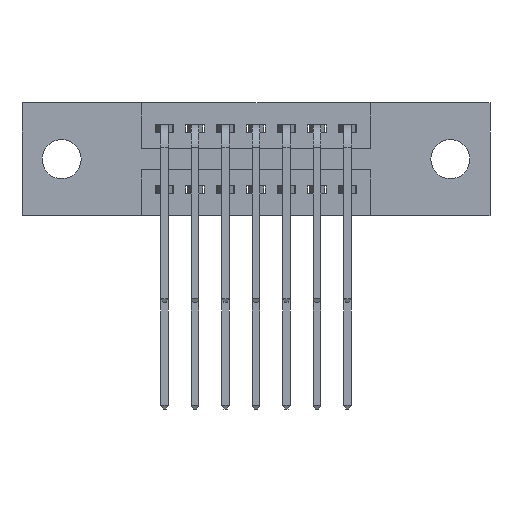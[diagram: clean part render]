
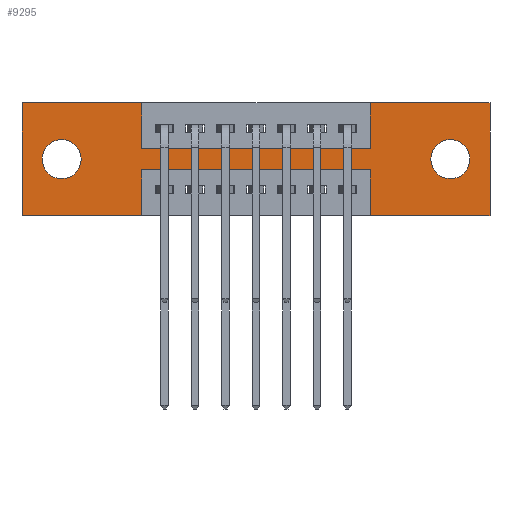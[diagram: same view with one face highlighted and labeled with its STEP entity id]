
A CAD part, front view. The second image highlights one B-rep face of the part: STEP entity #9295.
In plain terms, the highlighted planar face has unit normal (0, -1, 0).
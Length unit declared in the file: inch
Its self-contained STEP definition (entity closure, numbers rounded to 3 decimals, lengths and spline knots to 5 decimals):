
#48 = CARTESIAN_POINT ( 'NONE',  ( 1.535, 0., -0.37 ) ) ;
#91 = DIRECTION ( 'NONE',  ( 0., 1., 0. ) ) ;
#95 = VERTEX_POINT ( 'NONE', #11408 ) ;
#236 = VERTEX_POINT ( 'NONE', #48 ) ;
#505 = ORIENTED_EDGE ( 'NONE', *, *, #10597, .F. ) ;
#573 = VECTOR ( 'NONE', #3810, 39.37008 ) ;
#698 = EDGE_CURVE ( 'NONE', #765, #1712, #2780, .T. ) ;
#712 = CARTESIAN_POINT ( 'NONE',  ( 0.13, 0., -0.121 ) ) ;
#722 = LINE ( 'NONE', #8821, #6344 ) ;
#765 = VERTEX_POINT ( 'NONE', #3875 ) ;
#1040 = DIRECTION ( 'NONE',  ( -1., 0., 0. ) ) ;
#1139 = ORIENTED_EDGE ( 'NONE', *, *, #9483, .F. ) ;
#1253 = CARTESIAN_POINT ( 'NONE',  ( 1.405, 0., -0.185 ) ) ;
#1336 = VECTOR ( 'NONE', #6560, 39.37008 ) ;
#1360 = EDGE_CURVE ( 'NONE', #1712, #4496, #1473, .T. ) ;
#1446 = EDGE_CURVE ( 'NONE', #3478, #11167, #9094, .T. ) ;
#1460 = PLANE ( 'NONE',  #9687 ) ;
#1471 = DIRECTION ( 'NONE',  ( 1., 0., 0. ) ) ;
#1473 = LINE ( 'NONE', #4333, #10386 ) ;
#1522 = ORIENTED_EDGE ( 'NONE', *, *, #4574, .F. ) ;
#1616 = CARTESIAN_POINT ( 'NONE',  ( 1.1425, 0., 0. ) ) ;
#1712 = VERTEX_POINT ( 'NONE', #10359 ) ;
#1715 = ORIENTED_EDGE ( 'NONE', *, *, #9226, .F. ) ;
#1847 = CARTESIAN_POINT ( 'NONE',  ( 0.13, 0., -0.185 ) ) ;
#1909 = CARTESIAN_POINT ( 'NONE',  ( 1.535, 0., 0. ) ) ;
#1931 = EDGE_LOOP ( 'NONE', ( #4226, #9689 ) ) ;
#1940 = CARTESIAN_POINT ( 'NONE',  ( 0.3925, 0., 0. ) ) ;
#2074 = ORIENTED_EDGE ( 'NONE', *, *, #1360, .F. ) ;
#2172 = VECTOR ( 'NONE', #11179, 39.37008 ) ;
#2185 = CIRCLE ( 'NONE', #5508, 0.064 ) ;
#2218 = EDGE_CURVE ( 'NONE', #10526, #95, #2185, .T. ) ;
#2270 = ORIENTED_EDGE ( 'NONE', *, *, #9297, .F. ) ;
#2276 = VECTOR ( 'NONE', #5328, 39.37008 ) ;
#2278 = AXIS2_PLACEMENT_3D ( 'NONE', #1847, #91, #10155 ) ;
#2387 = DIRECTION ( 'NONE',  ( 0., 0., -1. ) ) ;
#2406 = CARTESIAN_POINT ( 'NONE',  ( 0., 0., -0.37 ) ) ;
#2448 = ORIENTED_EDGE ( 'NONE', *, *, #11230, .F. ) ;
#2453 = DIRECTION ( 'NONE',  ( 1., 0., 0. ) ) ;
#2591 = VECTOR ( 'NONE', #10778, 39.37008 ) ;
#2714 = ORIENTED_EDGE ( 'NONE', *, *, #9749, .F. ) ;
#2780 = LINE ( 'NONE', #4662, #1336 ) ;
#2783 = DIRECTION ( 'NONE',  ( 0., 0., -1. ) ) ;
#2828 = EDGE_CURVE ( 'NONE', #4246, #9349, #5770, .T. ) ;
#3109 = CARTESIAN_POINT ( 'NONE',  ( 1.1425, 0., -0.15 ) ) ;
#3150 = CARTESIAN_POINT ( 'NONE',  ( 1.1425, 0., -0.37 ) ) ;
#3163 = VECTOR ( 'NONE', #1040, 39.37008 ) ;
#3246 = CARTESIAN_POINT ( 'NONE',  ( 1.1425, 0., 0. ) ) ;
#3387 = VERTEX_POINT ( 'NONE', #3109 ) ;
#3478 = VERTEX_POINT ( 'NONE', #712 ) ;
#3650 = VERTEX_POINT ( 'NONE', #7376 ) ;
#3810 = DIRECTION ( 'NONE',  ( 0., 0., -1. ) ) ;
#3864 = CARTESIAN_POINT ( 'NONE',  ( 0.13, 0., -0.185 ) ) ;
#3875 = CARTESIAN_POINT ( 'NONE',  ( 0., 0., -0.37 ) ) ;
#4069 = ORIENTED_EDGE ( 'NONE', *, *, #2828, .F. ) ;
#4119 = DIRECTION ( 'NONE',  ( 0., 0., -1. ) ) ;
#4226 = ORIENTED_EDGE ( 'NONE', *, *, #1446, .T. ) ;
#4246 = VERTEX_POINT ( 'NONE', #6846 ) ;
#4301 = CARTESIAN_POINT ( 'NONE',  ( 0., 0., -0.37 ) ) ;
#4333 = CARTESIAN_POINT ( 'NONE',  ( 0., 0., 0. ) ) ;
#4496 = VERTEX_POINT ( 'NONE', #6971 ) ;
#4574 = EDGE_CURVE ( 'NONE', #6731, #3650, #10879, .T. ) ;
#4662 = CARTESIAN_POINT ( 'NONE',  ( 0., 0., 0. ) ) ;
#4738 = LINE ( 'NONE', #1909, #11197 ) ;
#4810 = DIRECTION ( 'NONE',  ( 0., 0., 1. ) ) ;
#5112 = CIRCLE ( 'NONE', #10015, 0.064 ) ;
#5188 = CARTESIAN_POINT ( 'NONE',  ( 0.3925, 0., -0.15 ) ) ;
#5211 = DIRECTION ( 'NONE',  ( 0., -1., 0. ) ) ;
#5328 = DIRECTION ( 'NONE',  ( -1., 0., 0. ) ) ;
#5446 = ORIENTED_EDGE ( 'NONE', *, *, #8073, .T. ) ;
#5493 = ORIENTED_EDGE ( 'NONE', *, *, #2218, .T. ) ;
#5508 = AXIS2_PLACEMENT_3D ( 'NONE', #1253, #7668, #7712 ) ;
#5529 = CARTESIAN_POINT ( 'NONE',  ( 0.3925, 0., -0.22 ) ) ;
#5590 = LINE ( 'NONE', #10744, #2276 ) ;
#5634 = AXIS2_PLACEMENT_3D ( 'NONE', #11585, #9636, #4119 ) ;
#5770 = LINE ( 'NONE', #9328, #573 ) ;
#6109 = EDGE_LOOP ( 'NONE', ( #4069, #9096, #1522, #2448, #505, #2270, #1715, #11383, #1139, #2074, #8240, #2714 ) ) ;
#6344 = VECTOR ( 'NONE', #2453, 39.37008 ) ;
#6560 = DIRECTION ( 'NONE',  ( 0., 0., 1. ) ) ;
#6685 = EDGE_CURVE ( 'NONE', #11167, #3478, #5112, .T. ) ;
#6731 = VERTEX_POINT ( 'NONE', #3150 ) ;
#6846 = CARTESIAN_POINT ( 'NONE',  ( 0.3925, 0., -0.22 ) ) ;
#6971 = CARTESIAN_POINT ( 'NONE',  ( 0.3925, 0., 0. ) ) ;
#7376 = CARTESIAN_POINT ( 'NONE',  ( 1.1425, 0., -0.22 ) ) ;
#7668 = DIRECTION ( 'NONE',  ( 0., 1., 0. ) ) ;
#7712 = DIRECTION ( 'NONE',  ( 0., 0., -1. ) ) ;
#7754 = VECTOR ( 'NONE', #9977, 39.37008 ) ;
#7806 = FACE_BOUND ( 'NONE', #9645, .T. ) ;
#7878 = CARTESIAN_POINT ( 'NONE',  ( 0.13, 0., -0.249 ) ) ;
#7955 = VERTEX_POINT ( 'NONE', #8561 ) ;
#8038 = VERTEX_POINT ( 'NONE', #3246 ) ;
#8046 = EDGE_CURVE ( 'NONE', #9007, #3387, #10259, .T. ) ;
#8073 = EDGE_CURVE ( 'NONE', #95, #10526, #10689, .T. ) ;
#8084 = LINE ( 'NONE', #1940, #2172 ) ;
#8240 = ORIENTED_EDGE ( 'NONE', *, *, #698, .F. ) ;
#8561 = CARTESIAN_POINT ( 'NONE',  ( 1.535, 0., 0. ) ) ;
#8821 = CARTESIAN_POINT ( 'NONE',  ( 0., 0., 0. ) ) ;
#8960 = DIRECTION ( 'NONE',  ( 1., 0., 0. ) ) ;
#8985 = CARTESIAN_POINT ( 'NONE',  ( 1.405, 0., -0.249 ) ) ;
#9007 = VERTEX_POINT ( 'NONE', #10728 ) ;
#9094 = CIRCLE ( 'NONE', #2278, 0.064 ) ;
#9096 = ORIENTED_EDGE ( 'NONE', *, *, #9592, .F. ) ;
#9213 = FACE_BOUND ( 'NONE', #1931, .T. ) ;
#9226 = EDGE_CURVE ( 'NONE', #3387, #8038, #9790, .T. ) ;
#9295 = ADVANCED_FACE ( 'NONE', ( #7806, #9213, #9372 ), #1460, .T. ) ;
#9297 = EDGE_CURVE ( 'NONE', #8038, #7955, #722, .T. ) ;
#9328 = CARTESIAN_POINT ( 'NONE',  ( 0.3925, 0., -0.37 ) ) ;
#9349 = VERTEX_POINT ( 'NONE', #9738 ) ;
#9356 = VECTOR ( 'NONE', #10531, 39.37008 ) ;
#9372 = FACE_OUTER_BOUND ( 'NONE', #6109, .T. ) ;
#9483 = EDGE_CURVE ( 'NONE', #4496, #9007, #8084, .T. ) ;
#9592 = EDGE_CURVE ( 'NONE', #3650, #4246, #10499, .T. ) ;
#9636 = DIRECTION ( 'NONE',  ( 0., 1., 0. ) ) ;
#9645 = EDGE_LOOP ( 'NONE', ( #5446, #5493 ) ) ;
#9687 = AXIS2_PLACEMENT_3D ( 'NONE', #4301, #5211, #2387 ) ;
#9689 = ORIENTED_EDGE ( 'NONE', *, *, #6685, .T. ) ;
#9738 = CARTESIAN_POINT ( 'NONE',  ( 0.3925, 0., -0.37 ) ) ;
#9749 = EDGE_CURVE ( 'NONE', #9349, #765, #11221, .T. ) ;
#9790 = LINE ( 'NONE', #1616, #2591 ) ;
#9977 = DIRECTION ( 'NONE',  ( 0., 0., 1. ) ) ;
#10015 = AXIS2_PLACEMENT_3D ( 'NONE', #3864, #10311, #4810 ) ;
#10155 = DIRECTION ( 'NONE',  ( 0., 0., 1. ) ) ;
#10259 = LINE ( 'NONE', #5188, #10954 ) ;
#10311 = DIRECTION ( 'NONE',  ( 0., 1., 0. ) ) ;
#10359 = CARTESIAN_POINT ( 'NONE',  ( 0., 0., 0. ) ) ;
#10386 = VECTOR ( 'NONE', #8960, 39.37008 ) ;
#10499 = LINE ( 'NONE', #5529, #3163 ) ;
#10526 = VERTEX_POINT ( 'NONE', #8985 ) ;
#10531 = DIRECTION ( 'NONE',  ( -1., 0., 0. ) ) ;
#10597 = EDGE_CURVE ( 'NONE', #7955, #236, #4738, .T. ) ;
#10689 = CIRCLE ( 'NONE', #5634, 0.064 ) ;
#10728 = CARTESIAN_POINT ( 'NONE',  ( 0.3925, 0., -0.15 ) ) ;
#10744 = CARTESIAN_POINT ( 'NONE',  ( 0., 0., -0.37 ) ) ;
#10778 = DIRECTION ( 'NONE',  ( 0., 0., 1. ) ) ;
#10879 = LINE ( 'NONE', #10938, #7754 ) ;
#10938 = CARTESIAN_POINT ( 'NONE',  ( 1.1425, 0., -0.37 ) ) ;
#10954 = VECTOR ( 'NONE', #1471, 39.37008 ) ;
#11167 = VERTEX_POINT ( 'NONE', #7878 ) ;
#11179 = DIRECTION ( 'NONE',  ( 0., 0., -1. ) ) ;
#11197 = VECTOR ( 'NONE', #2783, 39.37008 ) ;
#11221 = LINE ( 'NONE', #2406, #9356 ) ;
#11230 = EDGE_CURVE ( 'NONE', #236, #6731, #5590, .T. ) ;
#11383 = ORIENTED_EDGE ( 'NONE', *, *, #8046, .F. ) ;
#11408 = CARTESIAN_POINT ( 'NONE',  ( 1.405, 0., -0.121 ) ) ;
#11585 = CARTESIAN_POINT ( 'NONE',  ( 1.405, 0., -0.185 ) ) ;
